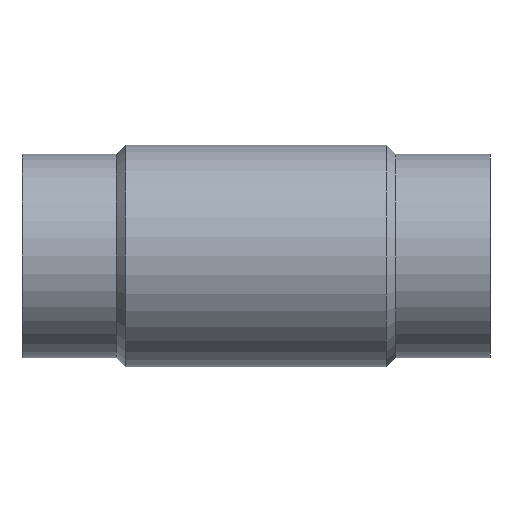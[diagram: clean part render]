
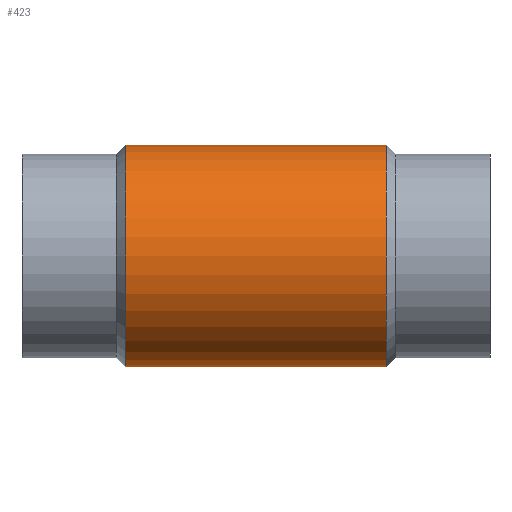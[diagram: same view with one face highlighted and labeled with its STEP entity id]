
A CAD part, front view. The second image highlights one B-rep face of the part: STEP entity #423.
In plain terms, the highlighted cylindrical face has radius 60 mm (diameter 120 mm), a full revolution.
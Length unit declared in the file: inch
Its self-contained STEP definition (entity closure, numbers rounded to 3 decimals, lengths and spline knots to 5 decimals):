
#17 = DIRECTION ( 'NONE',  ( 0., 0., -1. ) ) ;
#34 = DIRECTION ( 'NONE',  ( 0., 1., 0. ) ) ;
#47 = CIRCLE ( 'NONE', #319, 2.3622 ) ;
#106 = DIRECTION ( 'NONE',  ( 0., 1., 0. ) ) ;
#107 = EDGE_CURVE ( 'NONE', #397, #397, #108, .T. ) ;
#108 = CIRCLE ( 'NONE', #484, 2.3622 ) ;
#112 = CARTESIAN_POINT ( 'NONE',  ( 1.74817, 11.3468, 10.34274 ) ) ;
#117 = EDGE_LOOP ( 'NONE', ( #317 ) ) ;
#122 = CARTESIAN_POINT ( 'NONE',  ( -5.75183, 8.98459, 12.70494 ) ) ;
#123 = CYLINDRICAL_SURFACE ( 'NONE', #417, 2.3622 ) ;
#125 = EDGE_LOOP ( 'NONE', ( #434, #542 ) ) ;
#143 = EDGE_CURVE ( 'NONE', #589, #589, #47, .T. ) ;
#158 = CARTESIAN_POINT ( 'NONE',  ( -7.70065, 11.3468, 10.34274 ) ) ;
#170 = CARTESIAN_POINT ( 'NONE',  ( -2.97624, 6.62239, 15.06715 ) ) ;
#194 = CARTESIAN_POINT ( 'NONE',  ( -2.97624, 6.62239, 15.06715 ) ) ;
#238 = EDGE_CURVE ( 'NONE', #612, #352, #559, .T. ) ;
#239 = FACE_BOUND ( 'NONE', #125, .T. ) ;
#254 = CARTESIAN_POINT ( 'NONE',  ( -5.75183, 6.62239, 12.70494 ) ) ;
#257 = FACE_OUTER_BOUND ( 'NONE', #117, .T. ) ;
#262 = FACE_OUTER_BOUND ( 'NONE', #508, .T. ) ;
#277 = CARTESIAN_POINT ( 'NONE',  ( -2.97624, 6.62239, 12.70494 ) ) ;
#314 = CARTESIAN_POINT ( 'NONE',  ( 1.74817, 11.3468, 15.06715 ) ) ;
#317 = ORIENTED_EDGE ( 'NONE', *, *, #143, .F. ) ;
#319 = AXIS2_PLACEMENT_3D ( 'NONE', #608, #324, #34 ) ;
#324 = DIRECTION ( 'NONE',  ( 1., 0., 0. ) ) ;
#352 = VERTEX_POINT ( 'NONE', #194 ) ;
#354 = CARTESIAN_POINT ( 'NONE',  ( -0.20065, 8.98459, 12.70494 ) ) ;
#360 = ORIENTED_EDGE ( 'NONE', *, *, #107, .F. ) ;
#371 = DIRECTION ( 'NONE',  ( 1., 0., 0. ) ) ;
#397 = VERTEX_POINT ( 'NONE', #122 ) ;
#407 = CARTESIAN_POINT ( 'NONE',  ( -2.97624, 6.62239, 10.34274 ) ) ;
#409 = CARTESIAN_POINT ( 'NONE',  ( -7.70065, 11.3468, 15.06715 ) ) ;
#417 = AXIS2_PLACEMENT_3D ( 'NONE', #277, #371, #17 ) ;
#423 = ADVANCED_FACE ( 'NONE', ( #239, #262, #257 ), #123, .T. ) ;
#434 = ORIENTED_EDGE ( 'NONE', *, *, #627, .T. ) ;
#455 = CARTESIAN_POINT ( 'NONE',  ( -2.97624, 6.62239, 10.34274 ) ) ;
#484 = AXIS2_PLACEMENT_3D ( 'NONE', #254, #594, #106 ) ;
#490 = CARTESIAN_POINT ( 'NONE',  ( -2.97624, 6.62239, 15.06715 ) ) ;
#492 =( BOUNDED_CURVE ( )  B_SPLINE_CURVE ( 3, ( #170, #409, #158, #407 ),
 .UNSPECIFIED., .F., .F. ) 
 B_SPLINE_CURVE_WITH_KNOTS ( ( 4, 4 ),
 ( 1.5708, 4.71239 ),
 .UNSPECIFIED. ) 
 CURVE ( )  GEOMETRIC_REPRESENTATION_ITEM ( )  RATIONAL_B_SPLINE_CURVE ( ( 1., 0.333, 0.333, 1. ) ) 
 REPRESENTATION_ITEM ( '' )  );
#508 = EDGE_LOOP ( 'NONE', ( #360 ) ) ;
#542 = ORIENTED_EDGE ( 'NONE', *, *, #238, .T. ) ;
#559 =( BOUNDED_CURVE ( )  B_SPLINE_CURVE ( 3, ( #455, #112, #314, #490 ),
 .UNSPECIFIED., .F., .T. ) 
 B_SPLINE_CURVE_WITH_KNOTS ( ( 4, 4 ),
 ( 1.5708, 4.71239 ),
 .UNSPECIFIED. ) 
 CURVE ( )  GEOMETRIC_REPRESENTATION_ITEM ( )  RATIONAL_B_SPLINE_CURVE ( ( 1., 0.333, 0.333, 1. ) ) 
 REPRESENTATION_ITEM ( '' )  );
#589 = VERTEX_POINT ( 'NONE', #354 ) ;
#594 = DIRECTION ( 'NONE',  ( -1., 0., 0. ) ) ;
#608 = CARTESIAN_POINT ( 'NONE',  ( -0.20065, 6.62239, 12.70494 ) ) ;
#612 = VERTEX_POINT ( 'NONE', #621 ) ;
#621 = CARTESIAN_POINT ( 'NONE',  ( -2.97624, 6.62239, 10.34274 ) ) ;
#627 = EDGE_CURVE ( 'NONE', #352, #612, #492, .T. ) ;
